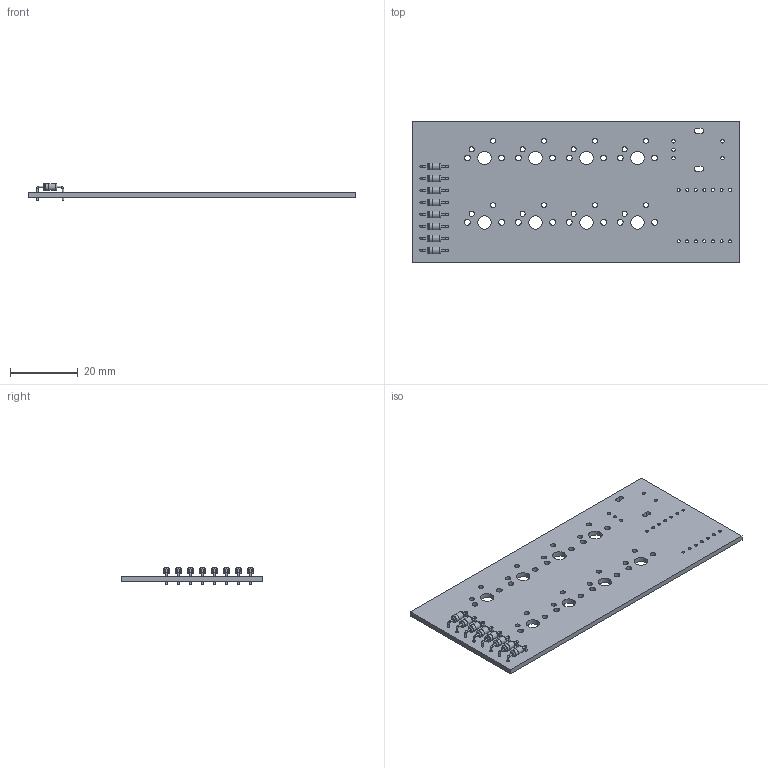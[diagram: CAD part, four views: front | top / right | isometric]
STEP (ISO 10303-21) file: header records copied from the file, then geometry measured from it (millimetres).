
FILE_DESCRIPTION(('KiCad electronic assembly'),'2;1');
FILE_NAME('Macropad.step','2025-06-16T23:31:05',('Pcbnew'),('Kicad'), 'Open CASCADE STEP processor 7.8','KiCad to STEP converter','Unknown' );
FILE_SCHEMA(('AUTOMOTIVE_DESIGN { 1 0 10303 214 1 1 1 1 }'));
Length unit declared in the file: millimetre
Products named in the file (3): Macropad 1; D_DO-35_SOD27_P7.62mm_Horizontal; Macropad_PCB
Assembly tree (9 placements, depth 2):
  Macropad 1
    D_DO-35_SOD27_P7.62mm_Horizontal  x8
    Macropad_PCB
Bounding box: 97 x 42 x 5.01 mm (x, y, z)
Volume: 5981.7 mm3; surface area: 9170.1 mm2
Topology: 17 solids, 17 shells, 217 faces, 453 edges, 286 vertices
Faces by surface type: cylinder 127, plane 58, torus 32
Full cylindrical faces by diameter (mm): 0.5 x24, 0.8 x16, 0.889 x14, 1 x5, 1.5 x16, 1.7 x16, 2 x16, 2.02 x8, 4 x8
Entity records: 3938 total; most frequent: DIRECTION 691, CARTESIAN_POINT 588, ORIENTED_EDGE 570, AXIS2_PLACEMENT_3D 291, EDGE_CURVE 285, FACE_BOUND 261, EDGE_LOOP 261, VERTEX_POINT 188
